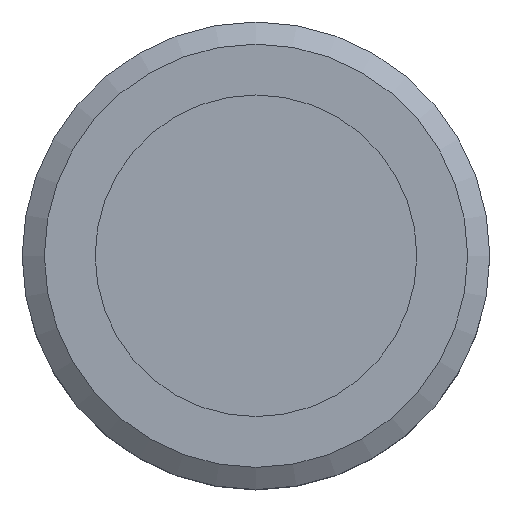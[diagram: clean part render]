
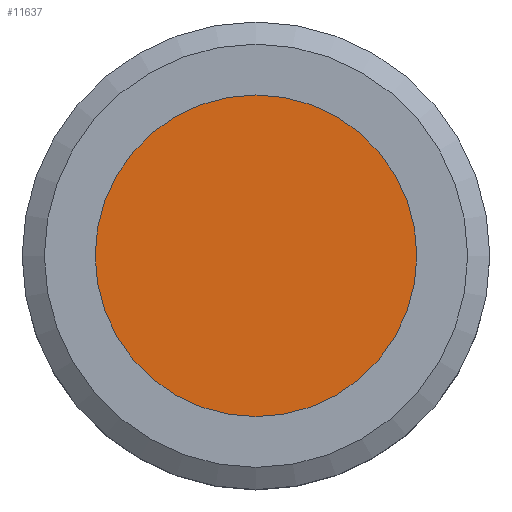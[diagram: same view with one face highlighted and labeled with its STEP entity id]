
A CAD part, top view. The second image highlights one B-rep face of the part: STEP entity #11637.
In plain terms, the highlighted planar face has unit normal (0, 0, 1).
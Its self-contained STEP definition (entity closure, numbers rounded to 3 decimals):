
#589=PLANE('',#12649);
#3450=FACE_OUTER_BOUND('',#4145,.T.);
#4145=EDGE_LOOP('',(#9631));
#4785=CIRCLE('',#12650,11.97);
#5552=VERTEX_POINT('',#18268);
#7003=EDGE_CURVE('',#5552,#5552,#4785,.T.);
#9631=ORIENTED_EDGE('',*,*,#7003,.F.);
#11637=ADVANCED_FACE('',(#3450),#589,.F.);
#12649=AXIS2_PLACEMENT_3D('',#18267,#15023,#15024);
#12650=AXIS2_PLACEMENT_3D('',#18269,#15025,#15026);
#15023=DIRECTION('center_axis',(0.,0.,
-1.));
#15024=DIRECTION('ref_axis',(1.,0.,0.));
#15025=DIRECTION('center_axis',(0.,0.,
-1.));
#15026=DIRECTION('ref_axis',(0.,-1.,0.));
#18267=CARTESIAN_POINT('Origin',(0.,0.,
17.3));
#18268=CARTESIAN_POINT('',(0.,-11.97,17.3));
#18269=CARTESIAN_POINT('Origin',(0.,0.,
17.3));
